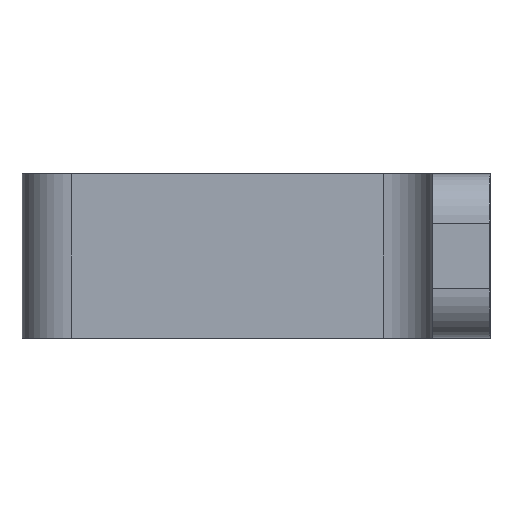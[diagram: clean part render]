
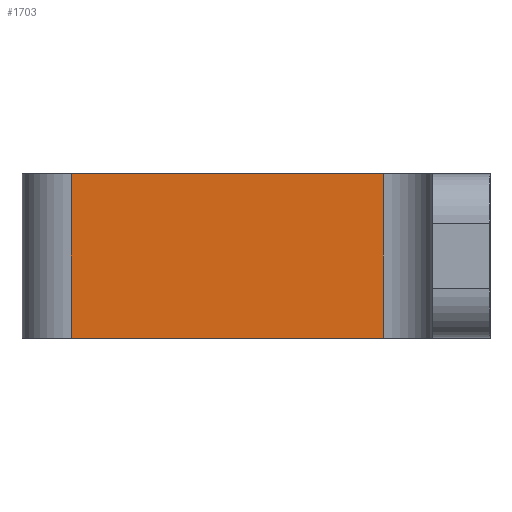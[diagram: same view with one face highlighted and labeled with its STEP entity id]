
A CAD part, left-side view. The second image highlights one B-rep face of the part: STEP entity #1703.
In plain terms, the highlighted planar face has unit normal (-1, 0, 0).
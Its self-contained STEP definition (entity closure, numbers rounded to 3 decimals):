
#335 = PLANE('',#336);
#336 = AXIS2_PLACEMENT_3D('',#337,#338,#339);
#337 = CARTESIAN_POINT('',(21.594,-11.594,-5.));
#338 = DIRECTION('',(0.,0.,1.));
#339 = DIRECTION('',(1.,0.,0.));
#363 = CYLINDRICAL_SURFACE('',#364,3.);
#364 = AXIS2_PLACEMENT_3D('',#365,#366,#367);
#365 = CARTESIAN_POINT('',(22.,-17.,-5.));
#366 = DIRECTION('',(0.,0.,1.));
#367 = DIRECTION('',(0.,-1.,0.));
#391 = PLANE('',#392);
#392 = AXIS2_PLACEMENT_3D('',#393,#394,#395);
#393 = CARTESIAN_POINT('',(21.594,-11.594,5.));
#394 = DIRECTION('',(0.,0.,1.));
#395 = DIRECTION('',(1.,0.,0.));
#1223 = VERTEX_POINT('',#1224);
#1224 = CARTESIAN_POINT('',(25.,2.,-5.));
#1243 = CYLINDRICAL_SURFACE('',#1244,3.);
#1244 = AXIS2_PLACEMENT_3D('',#1245,#1246,#1247);
#1245 = CARTESIAN_POINT('',(28.,2.,-5.));
#1246 = DIRECTION('',(0.,0.,1.));
#1247 = DIRECTION('',(-1.,0.,0.));
#1255 = EDGE_CURVE('',#1223,#1256,#1258,.T.);
#1256 = VERTEX_POINT('',#1257);
#1257 = CARTESIAN_POINT('',(25.,-17.,-5.));
#1258 = SURFACE_CURVE('',#1259,(#1263,#1270),.PCURVE_S1.);
#1259 = LINE('',#1260,#1261);
#1260 = CARTESIAN_POINT('',(25.,5.,-5.));
#1261 = VECTOR('',#1262,1.);
#1262 = DIRECTION('',(0.,-1.,0.));
#1263 = PCURVE('',#335,#1264);
#1264 = DEFINITIONAL_REPRESENTATION('',(#1265),#1269);
#1265 = LINE('',#1266,#1267);
#1266 = CARTESIAN_POINT('',(3.406,16.594));
#1267 = VECTOR('',#1268,1.);
#1268 = DIRECTION('',(0.,-1.));
#1269 = ( GEOMETRIC_REPRESENTATION_CONTEXT(2) 
PARAMETRIC_REPRESENTATION_CONTEXT() REPRESENTATION_CONTEXT('2D SPACE',''
  ) );
#1270 = PCURVE('',#1271,#1276);
#1271 = PLANE('',#1272);
#1272 = AXIS2_PLACEMENT_3D('',#1273,#1274,#1275);
#1273 = CARTESIAN_POINT('',(25.,5.,-5.));
#1274 = DIRECTION('',(1.,0.,0.));
#1275 = DIRECTION('',(0.,-1.,0.));
#1276 = DEFINITIONAL_REPRESENTATION('',(#1277),#1281);
#1277 = LINE('',#1278,#1279);
#1278 = CARTESIAN_POINT('',(0.,0.));
#1279 = VECTOR('',#1280,1.);
#1280 = DIRECTION('',(1.,0.));
#1281 = ( GEOMETRIC_REPRESENTATION_CONTEXT(2) 
PARAMETRIC_REPRESENTATION_CONTEXT() REPRESENTATION_CONTEXT('2D SPACE',''
  ) );
#1483 = VERTEX_POINT('',#1484);
#1484 = CARTESIAN_POINT('',(25.,2.,5.));
#1510 = EDGE_CURVE('',#1483,#1511,#1513,.T.);
#1511 = VERTEX_POINT('',#1512);
#1512 = CARTESIAN_POINT('',(25.,-17.,5.));
#1513 = SURFACE_CURVE('',#1514,(#1518,#1525),.PCURVE_S1.);
#1514 = LINE('',#1515,#1516);
#1515 = CARTESIAN_POINT('',(25.,5.,5.));
#1516 = VECTOR('',#1517,1.);
#1517 = DIRECTION('',(0.,-1.,0.));
#1518 = PCURVE('',#391,#1519);
#1519 = DEFINITIONAL_REPRESENTATION('',(#1520),#1524);
#1520 = LINE('',#1521,#1522);
#1521 = CARTESIAN_POINT('',(3.406,16.594));
#1522 = VECTOR('',#1523,1.);
#1523 = DIRECTION('',(0.,-1.));
#1524 = ( GEOMETRIC_REPRESENTATION_CONTEXT(2) 
PARAMETRIC_REPRESENTATION_CONTEXT() REPRESENTATION_CONTEXT('2D SPACE',''
  ) );
#1525 = PCURVE('',#1271,#1526);
#1526 = DEFINITIONAL_REPRESENTATION('',(#1527),#1531);
#1527 = LINE('',#1528,#1529);
#1528 = CARTESIAN_POINT('',(0.,-10.));
#1529 = VECTOR('',#1530,1.);
#1530 = DIRECTION('',(1.,0.));
#1531 = ( GEOMETRIC_REPRESENTATION_CONTEXT(2) 
PARAMETRIC_REPRESENTATION_CONTEXT() REPRESENTATION_CONTEXT('2D SPACE',''
  ) );
#1561 = EDGE_CURVE('',#1256,#1511,#1562,.T.);
#1562 = SURFACE_CURVE('',#1563,(#1567,#1574),.PCURVE_S1.);
#1563 = LINE('',#1564,#1565);
#1564 = CARTESIAN_POINT('',(25.,-17.,-5.));
#1565 = VECTOR('',#1566,1.);
#1566 = DIRECTION('',(0.,0.,1.));
#1567 = PCURVE('',#363,#1568);
#1568 = DEFINITIONAL_REPRESENTATION('',(#1569),#1573);
#1569 = LINE('',#1570,#1571);
#1570 = CARTESIAN_POINT('',(1.571,0.));
#1571 = VECTOR('',#1572,1.);
#1572 = DIRECTION('',(0.,1.));
#1573 = ( GEOMETRIC_REPRESENTATION_CONTEXT(2) 
PARAMETRIC_REPRESENTATION_CONTEXT() REPRESENTATION_CONTEXT('2D SPACE',''
  ) );
#1574 = PCURVE('',#1271,#1575);
#1575 = DEFINITIONAL_REPRESENTATION('',(#1576),#1580);
#1576 = LINE('',#1577,#1578);
#1577 = CARTESIAN_POINT('',(22.,0.));
#1578 = VECTOR('',#1579,1.);
#1579 = DIRECTION('',(0.,-1.));
#1580 = ( GEOMETRIC_REPRESENTATION_CONTEXT(2) 
PARAMETRIC_REPRESENTATION_CONTEXT() REPRESENTATION_CONTEXT('2D SPACE',''
  ) );
#1703 = ADVANCED_FACE('',(#1704),#1271,.F.);
#1704 = FACE_BOUND('',#1705,.F.);
#1705 = EDGE_LOOP('',(#1706,#1707,#1728,#1729));
#1706 = ORIENTED_EDGE('',*,*,#1255,.F.);
#1707 = ORIENTED_EDGE('',*,*,#1708,.T.);
#1708 = EDGE_CURVE('',#1223,#1483,#1709,.T.);
#1709 = SURFACE_CURVE('',#1710,(#1714,#1721),.PCURVE_S1.);
#1710 = LINE('',#1711,#1712);
#1711 = CARTESIAN_POINT('',(25.,2.,-5.));
#1712 = VECTOR('',#1713,1.);
#1713 = DIRECTION('',(0.,0.,1.));
#1714 = PCURVE('',#1271,#1715);
#1715 = DEFINITIONAL_REPRESENTATION('',(#1716),#1720);
#1716 = LINE('',#1717,#1718);
#1717 = CARTESIAN_POINT('',(3.,0.));
#1718 = VECTOR('',#1719,1.);
#1719 = DIRECTION('',(0.,-1.));
#1720 = ( GEOMETRIC_REPRESENTATION_CONTEXT(2) 
PARAMETRIC_REPRESENTATION_CONTEXT() REPRESENTATION_CONTEXT('2D SPACE',''
  ) );
#1721 = PCURVE('',#1243,#1722);
#1722 = DEFINITIONAL_REPRESENTATION('',(#1723),#1727);
#1723 = LINE('',#1724,#1725);
#1724 = CARTESIAN_POINT('',(-0.,0.));
#1725 = VECTOR('',#1726,1.);
#1726 = DIRECTION('',(-0.,1.));
#1727 = ( GEOMETRIC_REPRESENTATION_CONTEXT(2) 
PARAMETRIC_REPRESENTATION_CONTEXT() REPRESENTATION_CONTEXT('2D SPACE',''
  ) );
#1728 = ORIENTED_EDGE('',*,*,#1510,.T.);
#1729 = ORIENTED_EDGE('',*,*,#1561,.F.);
